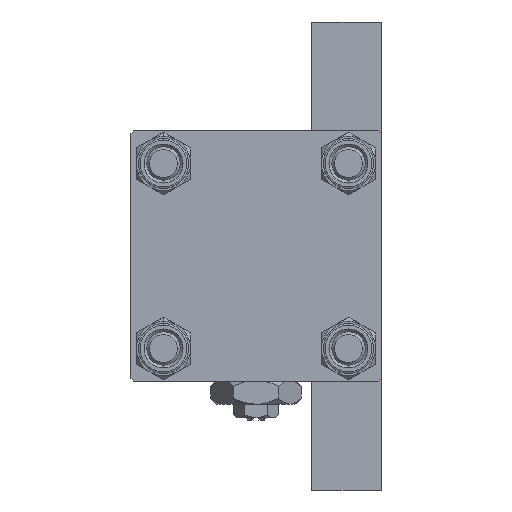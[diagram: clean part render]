
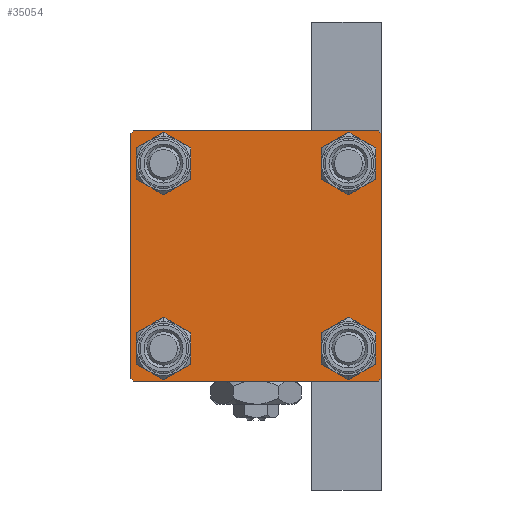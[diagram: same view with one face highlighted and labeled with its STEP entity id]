
A CAD part, left-side view. The second image highlights one B-rep face of the part: STEP entity #35054.
In plain terms, the highlighted planar face has unit normal (-1, 0, 0).
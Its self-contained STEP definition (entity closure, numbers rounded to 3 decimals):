
#117 = EDGE_CURVE ( 'NONE', #27354, #40894, #5226, .T. ) ;
#634 = EDGE_LOOP ( 'NONE', ( #15251, #40363 ) ) ;
#1420 = CARTESIAN_POINT ( 'NONE',  ( 0., -16.6, 20.1 ) ) ;
#2112 = ORIENTED_EDGE ( 'NONE', *, *, #29441, .T. ) ;
#2136 = VERTEX_POINT ( 'NONE', #19654 ) ;
#2404 = CARTESIAN_POINT ( 'NONE',  ( 0., -22.5, 22. ) ) ;
#2850 = VERTEX_POINT ( 'NONE', #28507 ) ;
#3720 = CARTESIAN_POINT ( 'NONE',  ( 0., 0., 0. ) ) ;
#3781 = EDGE_LOOP ( 'NONE', ( #44273, #23597 ) ) ;
#3863 = ORIENTED_EDGE ( 'NONE', *, *, #40941, .T. ) ;
#4124 = AXIS2_PLACEMENT_3D ( 'NONE', #31995, #36485, #13778 ) ;
#4211 = PLANE ( 'NONE',  #41342 ) ;
#5079 = DIRECTION ( 'NONE',  ( 0., 0., 1. ) ) ;
#5226 = CIRCLE ( 'NONE', #33124, 3.5 ) ;
#5914 = VERTEX_POINT ( 'NONE', #34354 ) ;
#8712 = VECTOR ( 'NONE', #49032, 1000. ) ;
#8808 = CARTESIAN_POINT ( 'NONE',  ( 0., -22., -22.5 ) ) ;
#9450 = LINE ( 'NONE', #12935, #16998 ) ;
#9574 = CARTESIAN_POINT ( 'NONE',  ( 0., -16.6, -13.1 ) ) ;
#9849 = VERTEX_POINT ( 'NONE', #20354 ) ;
#10039 = EDGE_CURVE ( 'NONE', #18645, #10095, #46290, .T. ) ;
#10095 = VERTEX_POINT ( 'NONE', #42286 ) ;
#10253 = EDGE_LOOP ( 'NONE', ( #33831, #3863 ) ) ;
#11068 = ORIENTED_EDGE ( 'NONE', *, *, #12617, .T. ) ;
#11072 = CIRCLE ( 'NONE', #28653, 3.5 ) ;
#11740 = ORIENTED_EDGE ( 'NONE', *, *, #41402, .T. ) ;
#11888 = DIRECTION ( 'NONE',  ( 0., -1., 0. ) ) ;
#12064 = EDGE_CURVE ( 'NONE', #2136, #9849, #25435, .T. ) ;
#12142 = ORIENTED_EDGE ( 'NONE', *, *, #12509, .F. ) ;
#12509 = EDGE_CURVE ( 'NONE', #40436, #2850, #27095, .T. ) ;
#12617 = EDGE_CURVE ( 'NONE', #25467, #2850, #47056, .T. ) ;
#12935 = CARTESIAN_POINT ( 'NONE',  ( 0., 22.25, -22.25 ) ) ;
#13744 = DIRECTION ( 'NONE',  ( 1., 0., 0. ) ) ;
#13778 = DIRECTION ( 'NONE',  ( 0., 0., 1. ) ) ;
#14460 = VERTEX_POINT ( 'NONE', #25134 ) ;
#14903 = DIRECTION ( 'NONE',  ( 0., 0., 1. ) ) ;
#14979 = DIRECTION ( 'NONE',  ( 0., 0.707, -0.707 ) ) ;
#15251 = ORIENTED_EDGE ( 'NONE', *, *, #117, .T. ) ;
#15579 = DIRECTION ( 'NONE',  ( 1., 0., 0. ) ) ;
#15940 = DIRECTION ( 'NONE',  ( 0., 0., 1. ) ) ;
#16692 = VECTOR ( 'NONE', #38802, 1000. ) ;
#16998 = VECTOR ( 'NONE', #28175, 1000. ) ;
#17200 = AXIS2_PLACEMENT_3D ( 'NONE', #25837, #44817, #49044 ) ;
#17307 = DIRECTION ( 'NONE',  ( 0., 0., 1. ) ) ;
#17755 = VERTEX_POINT ( 'NONE', #24960 ) ;
#17764 = DIRECTION ( 'NONE',  ( 1., 0., 0. ) ) ;
#18472 = CARTESIAN_POINT ( 'NONE',  ( 0., 22.25, 22.25 ) ) ;
#18645 = VERTEX_POINT ( 'NONE', #8808 ) ;
#18715 = LINE ( 'NONE', #18472, #25369 ) ;
#19269 = AXIS2_PLACEMENT_3D ( 'NONE', #36737, #17764, #39753 ) ;
#19654 = CARTESIAN_POINT ( 'NONE',  ( 0., 22.5, 22. ) ) ;
#20025 = EDGE_CURVE ( 'NONE', #9849, #17755, #9450, .T. ) ;
#20218 = ORIENTED_EDGE ( 'NONE', *, *, #10039, .T. ) ;
#20354 = CARTESIAN_POINT ( 'NONE',  ( 0., 22.5, -22. ) ) ;
#21947 = DIRECTION ( 'NONE',  ( 0., 0., 1. ) ) ;
#23523 = DIRECTION ( 'NONE',  ( 0., 0., -1. ) ) ;
#23597 = ORIENTED_EDGE ( 'NONE', *, *, #47301, .T. ) ;
#24373 = CIRCLE ( 'NONE', #27538, 3.5 ) ;
#24650 = VECTOR ( 'NONE', #11888, 1000. ) ;
#24735 = CARTESIAN_POINT ( 'NONE',  ( 0., 16.6, -16.6 ) ) ;
#24811 = DIRECTION ( 'NONE',  ( 1., 0., 0. ) ) ;
#24845 = CARTESIAN_POINT ( 'NONE',  ( 0., 16.6, 20.1 ) ) ;
#24960 = CARTESIAN_POINT ( 'NONE',  ( 0., 22., -22.5 ) ) ;
#25087 = AXIS2_PLACEMENT_3D ( 'NONE', #43782, #24811, #17307 ) ;
#25134 = CARTESIAN_POINT ( 'NONE',  ( 0., 16.6, -20.1 ) ) ;
#25369 = VECTOR ( 'NONE', #14979, 1000. ) ;
#25435 = LINE ( 'NONE', #36408, #28623 ) ;
#25467 = VERTEX_POINT ( 'NONE', #2404 ) ;
#25479 = CIRCLE ( 'NONE', #31059, 3.5 ) ;
#25683 = DIRECTION ( 'NONE',  ( 0., 0., -1. ) ) ;
#25837 = CARTESIAN_POINT ( 'NONE',  ( 0., -16.6, -16.6 ) ) ;
#26097 = DIRECTION ( 'NONE',  ( 0., -1., 0. ) ) ;
#26313 = ORIENTED_EDGE ( 'NONE', *, *, #38544, .T. ) ;
#26730 = EDGE_CURVE ( 'NONE', #25467, #10095, #45524, .T. ) ;
#26809 = CARTESIAN_POINT ( 'NONE',  ( 0., -22.25, -22.25 ) ) ;
#27095 = LINE ( 'NONE', #45819, #42190 ) ;
#27354 = VERTEX_POINT ( 'NONE', #1420 ) ;
#27538 = AXIS2_PLACEMENT_3D ( 'NONE', #44876, #41381, #14903 ) ;
#28175 = DIRECTION ( 'NONE',  ( 0., -0.707, -0.707 ) ) ;
#28395 = CARTESIAN_POINT ( 'NONE',  ( 0., 16.6, -13.1 ) ) ;
#28507 = CARTESIAN_POINT ( 'NONE',  ( 0., -22., 22.5 ) ) ;
#28623 = VECTOR ( 'NONE', #25683, 1000. ) ;
#28653 = AXIS2_PLACEMENT_3D ( 'NONE', #44433, #45413, #21947 ) ;
#29104 = EDGE_CURVE ( 'NONE', #38200, #44175, #24373, .T. ) ;
#29215 = DIRECTION ( 'NONE',  ( 0., 0., 1. ) ) ;
#29441 = EDGE_CURVE ( 'NONE', #44175, #38200, #41948, .T. ) ;
#30431 = FACE_OUTER_BOUND ( 'NONE', #34269, .T. ) ;
#30918 = DIRECTION ( 'NONE',  ( -1., 0., 0. ) ) ;
#31059 = AXIS2_PLACEMENT_3D ( 'NONE', #24735, #13744, #29215 ) ;
#31392 = FACE_BOUND ( 'NONE', #10253, .T. ) ;
#31995 = CARTESIAN_POINT ( 'NONE',  ( 0., -16.6, 16.6 ) ) ;
#31998 = ORIENTED_EDGE ( 'NONE', *, *, #12064, .T. ) ;
#32781 = ORIENTED_EDGE ( 'NONE', *, *, #26730, .F. ) ;
#32874 = EDGE_LOOP ( 'NONE', ( #38224, #2112 ) ) ;
#33124 = AXIS2_PLACEMENT_3D ( 'NONE', #39025, #15579, #5079 ) ;
#33768 = ORIENTED_EDGE ( 'NONE', *, *, #20025, .T. ) ;
#33831 = ORIENTED_EDGE ( 'NONE', *, *, #49265, .T. ) ;
#34269 = EDGE_LOOP ( 'NONE', ( #31998, #33768, #11740, #20218, #32781, #11068, #12142, #26313 ) ) ;
#34354 = CARTESIAN_POINT ( 'NONE',  ( 0., 16.6, 13.1 ) ) ;
#34895 = FACE_BOUND ( 'NONE', #3781, .T. ) ;
#35054 = ADVANCED_FACE ( 'NONE', ( #38163, #38409, #34895, #31392, #30431 ), #4211, .T. ) ;
#36408 = CARTESIAN_POINT ( 'NONE',  ( 0., 22.5, 22.5 ) ) ;
#36485 = DIRECTION ( 'NONE',  ( 1., 0., 0. ) ) ;
#36737 = CARTESIAN_POINT ( 'NONE',  ( 0., 16.6, -16.6 ) ) ;
#37663 = CARTESIAN_POINT ( 'NONE',  ( 0., -16.6, 13.1 ) ) ;
#38100 = CARTESIAN_POINT ( 'NONE',  ( 0., 22.5, -22.5 ) ) ;
#38163 = FACE_BOUND ( 'NONE', #634, .T. ) ;
#38200 = VERTEX_POINT ( 'NONE', #9574 ) ;
#38224 = ORIENTED_EDGE ( 'NONE', *, *, #29104, .T. ) ;
#38409 = FACE_BOUND ( 'NONE', #32874, .T. ) ;
#38544 = EDGE_CURVE ( 'NONE', #40436, #2136, #18715, .T. ) ;
#38582 = LINE ( 'NONE', #38100, #24650 ) ;
#38802 = DIRECTION ( 'NONE',  ( 0., 0.707, 0.707 ) ) ;
#39025 = CARTESIAN_POINT ( 'NONE',  ( 0., -16.6, 16.6 ) ) ;
#39212 = CIRCLE ( 'NONE', #4124, 3.5 ) ;
#39550 = CARTESIAN_POINT ( 'NONE',  ( 0., -22.25, 22.25 ) ) ;
#39753 = DIRECTION ( 'NONE',  ( 0., 0., 1. ) ) ;
#40363 = ORIENTED_EDGE ( 'NONE', *, *, #46453, .T. ) ;
#40436 = VERTEX_POINT ( 'NONE', #43250 ) ;
#40800 = CIRCLE ( 'NONE', #19269, 3.5 ) ;
#40894 = VERTEX_POINT ( 'NONE', #37663 ) ;
#40941 = EDGE_CURVE ( 'NONE', #5914, #44679, #11072, .T. ) ;
#41342 = AXIS2_PLACEMENT_3D ( 'NONE', #3720, #30918, #15940 ) ;
#41381 = DIRECTION ( 'NONE',  ( 1., 0., 0. ) ) ;
#41402 = EDGE_CURVE ( 'NONE', #17755, #18645, #38582, .T. ) ;
#41837 = EDGE_CURVE ( 'NONE', #46599, #14460, #25479, .T. ) ;
#41948 = CIRCLE ( 'NONE', #17200, 3.5 ) ;
#42190 = VECTOR ( 'NONE', #26097, 1000. ) ;
#42286 = CARTESIAN_POINT ( 'NONE',  ( 0., -22.5, -22. ) ) ;
#43250 = CARTESIAN_POINT ( 'NONE',  ( 0., 22., 22.5 ) ) ;
#43782 = CARTESIAN_POINT ( 'NONE',  ( 0., 16.6, 16.6 ) ) ;
#44175 = VERTEX_POINT ( 'NONE', #49148 ) ;
#44273 = ORIENTED_EDGE ( 'NONE', *, *, #41837, .T. ) ;
#44433 = CARTESIAN_POINT ( 'NONE',  ( 0., 16.6, 16.6 ) ) ;
#44679 = VERTEX_POINT ( 'NONE', #24845 ) ;
#44817 = DIRECTION ( 'NONE',  ( 1., 0., 0. ) ) ;
#44876 = CARTESIAN_POINT ( 'NONE',  ( 0., -16.6, -16.6 ) ) ;
#45413 = DIRECTION ( 'NONE',  ( 1., 0., 0. ) ) ;
#45524 = LINE ( 'NONE', #46271, #48226 ) ;
#45819 = CARTESIAN_POINT ( 'NONE',  ( 0., 22.5, 22.5 ) ) ;
#45824 = CIRCLE ( 'NONE', #25087, 3.5 ) ;
#46271 = CARTESIAN_POINT ( 'NONE',  ( 0., -22.5, 22.5 ) ) ;
#46290 = LINE ( 'NONE', #26809, #8712 ) ;
#46453 = EDGE_CURVE ( 'NONE', #40894, #27354, #39212, .T. ) ;
#46599 = VERTEX_POINT ( 'NONE', #28395 ) ;
#47056 = LINE ( 'NONE', #39550, #16692 ) ;
#47301 = EDGE_CURVE ( 'NONE', #14460, #46599, #40800, .T. ) ;
#48226 = VECTOR ( 'NONE', #23523, 1000. ) ;
#49032 = DIRECTION ( 'NONE',  ( 0., -0.707, 0.707 ) ) ;
#49044 = DIRECTION ( 'NONE',  ( 0., 0., 1. ) ) ;
#49148 = CARTESIAN_POINT ( 'NONE',  ( 0., -16.6, -20.1 ) ) ;
#49265 = EDGE_CURVE ( 'NONE', #44679, #5914, #45824, .T. ) ;
